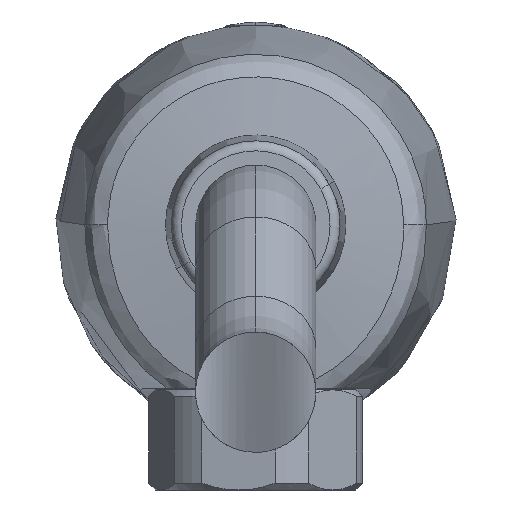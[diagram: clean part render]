
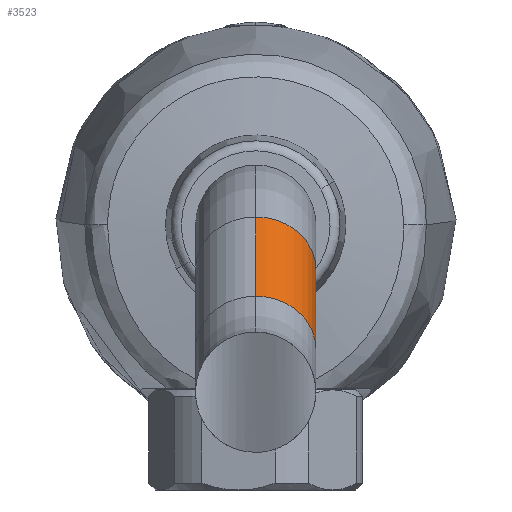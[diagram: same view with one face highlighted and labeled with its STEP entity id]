
A CAD part, front view. The second image highlights one B-rep face of the part: STEP entity #3523.
In plain terms, the highlighted cylindrical face has radius 9 mm (diameter 18 mm), a partial arc.
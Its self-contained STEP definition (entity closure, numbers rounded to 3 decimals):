
#18 = AXIS2_PLACEMENT_3D ( 'NONE', #504, #4601, #1641 ) ;
#34 = EDGE_CURVE ( 'NONE', #2504, #2775, #1115, .T. ) ;
#49 = VERTEX_POINT ( 'NONE', #4257 ) ;
#268 = DIRECTION ( 'NONE',  ( 0., 0.866, 0.5 ) ) ;
#351 = CYLINDRICAL_SURFACE ( 'NONE', #4035, 9. ) ;
#504 = CARTESIAN_POINT ( 'NONE',  ( 0., -117.227, 45.947 ) ) ;
#596 = DIRECTION ( 'NONE',  ( 0., 0.866, 0.5 ) ) ;
#619 = ORIENTED_EDGE ( 'NONE', *, *, #3999, .T. ) ;
#715 = ORIENTED_EDGE ( 'NONE', *, *, #34, .F. ) ;
#799 = AXIS2_PLACEMENT_3D ( 'NONE', #3942, #268, #4719 ) ;
#1075 = FACE_OUTER_BOUND ( 'NONE', #2854, .T. ) ;
#1115 = CIRCLE ( 'NONE', #799, 9. ) ;
#1335 = EDGE_CURVE ( 'NONE', #3754, #49, #3195, .T. ) ;
#1414 = LINE ( 'NONE', #4014, #3609 ) ;
#1641 = DIRECTION ( 'NONE',  ( 0., -0.5, 0.866 ) ) ;
#1912 = CARTESIAN_POINT ( 'NONE',  ( 0., -117.227, 45.947 ) ) ;
#1982 = CARTESIAN_POINT ( 'NONE',  ( 0., -101.167, 65.612 ) ) ;
#2097 = CARTESIAN_POINT ( 'NONE',  ( 0., -92.167, 50.023 ) ) ;
#2177 = LINE ( 'NONE', #2829, #4666 ) ;
#2180 = DIRECTION ( 'NONE',  ( 0., 0.866, 0.5 ) ) ;
#2504 = VERTEX_POINT ( 'NONE', #1982 ) ;
#2775 = VERTEX_POINT ( 'NONE', #2097 ) ;
#2829 = CARTESIAN_POINT ( 'NONE',  ( 0., -121.727, 53.741 ) ) ;
#2854 = EDGE_LOOP ( 'NONE', ( #4797, #619, #715, #3785 ) ) ;
#3174 = EDGE_CURVE ( 'NONE', #3754, #2504, #2177, .T. ) ;
#3195 = CIRCLE ( 'NONE', #18, 9. ) ;
#3523 = ADVANCED_FACE ( 'NONE', ( #1075 ), #351, .T. ) ;
#3609 = VECTOR ( 'NONE', #2180, 1000. ) ;
#3739 = DIRECTION ( 'NONE',  ( 0., 0.866, 0.5 ) ) ;
#3754 = VERTEX_POINT ( 'NONE', #3894 ) ;
#3785 = ORIENTED_EDGE ( 'NONE', *, *, #3174, .F. ) ;
#3894 = CARTESIAN_POINT ( 'NONE',  ( 0., -121.727, 53.741 ) ) ;
#3942 = CARTESIAN_POINT ( 'NONE',  ( 0., -96.667, 57.817 ) ) ;
#3999 = EDGE_CURVE ( 'NONE', #49, #2775, #1414, .T. ) ;
#4014 = CARTESIAN_POINT ( 'NONE',  ( 0., -112.727, 38.153 ) ) ;
#4035 = AXIS2_PLACEMENT_3D ( 'NONE', #1912, #3739, #4801 ) ;
#4257 = CARTESIAN_POINT ( 'NONE',  ( 0., -112.727, 38.153 ) ) ;
#4601 = DIRECTION ( 'NONE',  ( 0., 0.866, 0.5 ) ) ;
#4666 = VECTOR ( 'NONE', #596, 1000. ) ;
#4719 = DIRECTION ( 'NONE',  ( 0., -0.5, 0.866 ) ) ;
#4797 = ORIENTED_EDGE ( 'NONE', *, *, #1335, .T. ) ;
#4801 = DIRECTION ( 'NONE',  ( 0., -0.5, 0.866 ) ) ;
